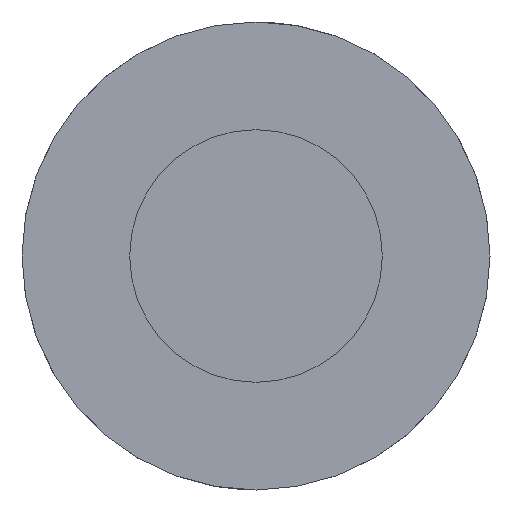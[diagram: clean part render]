
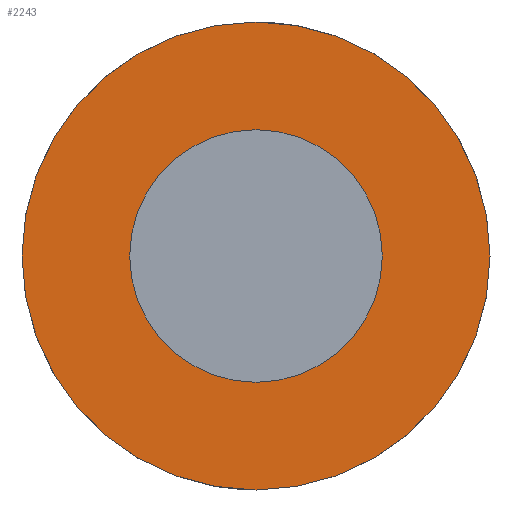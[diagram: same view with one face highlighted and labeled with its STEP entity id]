
A CAD part, left-side view. The second image highlights one B-rep face of the part: STEP entity #2243.
In plain terms, the highlighted face is planar.
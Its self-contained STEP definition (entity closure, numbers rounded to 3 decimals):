
#1283=CARTESIAN_POINT('',(0.,0.,0.));
#1284=DIRECTION('',(0.,0.,-1.));
#1285=DIRECTION('',(-1.,0.,0.));
#1286=AXIS2_PLACEMENT_3D('',#1283,#1284,#1285);
#1291=CARTESIAN_POINT('',(0.,0.,0.));
#1292=DIRECTION('',(0.,0.,1.));
#1293=DIRECTION('',(-1.,0.,0.));
#1294=AXIS2_PLACEMENT_3D('',#1291,#1292,#1293);
#1313=CARTESIAN_POINT('',(0.,0.,0.));
#1314=DIRECTION('',(0.,0.,1.));
#1315=DIRECTION('',(-1.,0.,0.));
#1316=AXIS2_PLACEMENT_3D('',#1313,#1314,#1315);
#1321=CARTESIAN_POINT('',(0.,0.,0.));
#1322=DIRECTION('',(0.,0.,-1.));
#1323=DIRECTION('',(-1.,0.,0.));
#1324=AXIS2_PLACEMENT_3D('',#1321,#1322,#1323);
#1346=CARTESIAN_POINT('',(-31.5,0.,0.));
#1348=VERTEX_POINT('',#1346);
#1349=CARTESIAN_POINT('',(-17.,0.,0.));
#1351=VERTEX_POINT('',#1349);
#1354=CARTESIAN_POINT('',(31.5,0.,0.));
#1356=VERTEX_POINT('',#1354);
#1357=CARTESIAN_POINT('',(17.,0.,0.));
#1359=VERTEX_POINT('',#1357);
#2228=CARTESIAN_POINT('',(0.,0.,0.));
#2229=DIRECTION('',(0.,0.,-1.));
#2230=DIRECTION('',(1.,0.,0.));
#2231=AXIS2_PLACEMENT_3D('',#2228,#2229,#2230);
#2232=PLANE('',#2231);
#2233=ORIENTED_EDGE('',*,*,#2221,.T.);
#2234=ORIENTED_EDGE('',*,*,#2206,.F.);
#2235=EDGE_LOOP('',(#2233,#2234));
#2236=FACE_OUTER_BOUND('',#2235,.F.);
#2238=ORIENTED_EDGE('',*,*,#2237,.T.);
#2240=ORIENTED_EDGE('',*,*,#2239,.F.);
#2241=EDGE_LOOP('',(#2238,#2240));
#2242=FACE_BOUND('',#2241,.F.);
#1287=CIRCLE('',#1286,31.5);
#1295=CIRCLE('',#1294,31.5);
#1317=CIRCLE('',#1316,17.);
#1325=CIRCLE('',#1324,17.);
#2206=EDGE_CURVE('',#1348,#1356,#1295,.T.);
#2221=EDGE_CURVE('',#1348,#1356,#1287,.T.);
#2237=EDGE_CURVE('',#1351,#1359,#1317,.T.);
#2239=EDGE_CURVE('',#1351,#1359,#1325,.T.);
#2243=ADVANCED_FACE('',(#2236,#2242),#2232,.F.);
